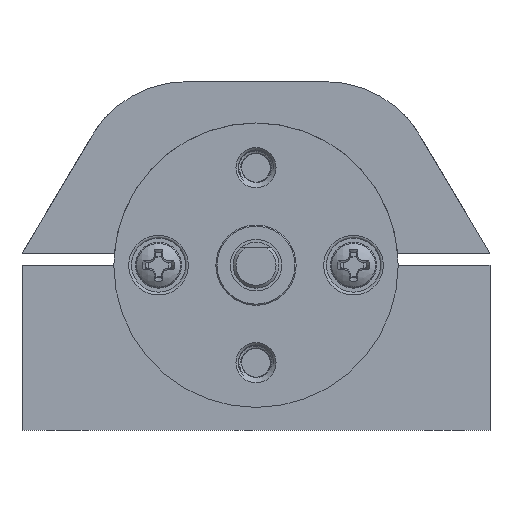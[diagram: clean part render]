
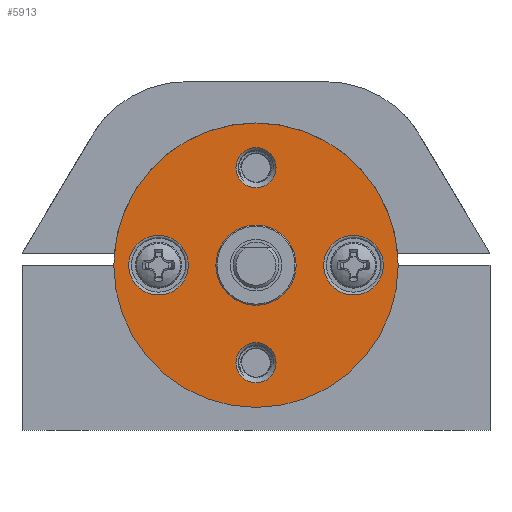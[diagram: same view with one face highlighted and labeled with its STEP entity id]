
A CAD part, front view. The second image highlights one B-rep face of the part: STEP entity #5913.
In plain terms, the highlighted face is planar.
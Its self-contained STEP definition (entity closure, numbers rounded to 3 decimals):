
#569=FACE_BOUND('',#1946,.T.);
#570=FACE_BOUND('',#1947,.T.);
#571=FACE_BOUND('',#1948,.T.);
#572=FACE_BOUND('',#1949,.T.);
#573=FACE_BOUND('',#1950,.T.);
#619=PLANE('',#6299);
#1628=FACE_OUTER_BOUND('',#1945,.T.);
#1945=EDGE_LOOP('',(#4410));
#1946=EDGE_LOOP('',(#4411));
#1947=EDGE_LOOP('',(#4412));
#1948=EDGE_LOOP('',(#4413));
#1949=EDGE_LOOP('',(#4414));
#1950=EDGE_LOOP('',(#4415));
#2224=CIRCLE('',#6295,2.6);
#2228=CIRCLE('',#6300,12.4);
#2229=CIRCLE('',#6301,2.6);
#2230=CIRCLE('',#6302,1.75);
#2231=CIRCLE('',#6303,1.75);
#2232=CIRCLE('',#6304,3.5);
#2609=VERTEX_POINT('',#24619);
#2612=VERTEX_POINT('',#24627);
#2613=VERTEX_POINT('',#24629);
#2614=VERTEX_POINT('',#24631);
#2615=VERTEX_POINT('',#24633);
#2616=VERTEX_POINT('',#24635);
#3347=EDGE_CURVE('',#2609,#2609,#2224,.T.);
#3351=EDGE_CURVE('',#2612,#2612,#2228,.T.);
#3352=EDGE_CURVE('',#2613,#2613,#2229,.T.);
#3353=EDGE_CURVE('',#2614,#2614,#2230,.T.);
#3354=EDGE_CURVE('',#2615,#2615,#2231,.T.);
#3355=EDGE_CURVE('',#2616,#2616,#2232,.T.);
#4410=ORIENTED_EDGE('',*,*,#3351,.T.);
#4411=ORIENTED_EDGE('',*,*,#3352,.F.);
#4412=ORIENTED_EDGE('',*,*,#3353,.T.);
#4413=ORIENTED_EDGE('',*,*,#3354,.T.);
#4414=ORIENTED_EDGE('',*,*,#3355,.F.);
#4415=ORIENTED_EDGE('',*,*,#3347,.F.);
#5913=ADVANCED_FACE('',(#1628,#569,#570,#571,#572,#573),#619,.T.);
#6295=AXIS2_PLACEMENT_3D('',#24620,#6976,#6977);
#6299=AXIS2_PLACEMENT_3D('',#24626,#6984,#6985);
#6300=AXIS2_PLACEMENT_3D('',#24628,#6986,#6987);
#6301=AXIS2_PLACEMENT_3D('',#24630,#6988,#6989);
#6302=AXIS2_PLACEMENT_3D('',#24632,#6990,#6991);
#6303=AXIS2_PLACEMENT_3D('',#24634,#6992,#6993);
#6304=AXIS2_PLACEMENT_3D('',#24636,#6994,#6995);
#6976=DIRECTION('center_axis',(0.,1.,0.));
#6977=DIRECTION('ref_axis',(0.,0.,-1.));
#6984=DIRECTION('center_axis',(0.,1.,0.));
#6985=DIRECTION('ref_axis',(0.,0.,1.));
#6986=DIRECTION('center_axis',(0.,1.,0.));
#6987=DIRECTION('ref_axis',(1.,0.,0.));
#6988=DIRECTION('center_axis',(0.,1.,0.));
#6989=DIRECTION('ref_axis',(0.,0.,-1.));
#6990=DIRECTION('center_axis',(0.,-1.,0.));
#6991=DIRECTION('ref_axis',(0.,0.,-1.));
#6992=DIRECTION('center_axis',(0.,-1.,0.));
#6993=DIRECTION('ref_axis',(0.,0.,1.));
#6994=DIRECTION('center_axis',(0.,1.,0.));
#6995=DIRECTION('ref_axis',(1.,0.,0.));
#24619=CARTESIAN_POINT('',(8.5,23.,2.6));
#24620=CARTESIAN_POINT('Origin',(8.5,23.,0.));
#24626=CARTESIAN_POINT('Origin',(-3.5,23.,0.));
#24627=CARTESIAN_POINT('',(12.4,23.,0.));
#24628=CARTESIAN_POINT('Origin',(0.,23.,0.));
#24629=CARTESIAN_POINT('',(-8.5,23.,2.6));
#24630=CARTESIAN_POINT('Origin',(-8.5,23.,0.));
#24631=CARTESIAN_POINT('',(0.,23.,-6.75));
#24632=CARTESIAN_POINT('Origin',(0.,23.,-8.5));
#24633=CARTESIAN_POINT('',(0.,23.,6.75));
#24634=CARTESIAN_POINT('Origin',(0.,23.,8.5));
#24635=CARTESIAN_POINT('',(3.5,23.,0.));
#24636=CARTESIAN_POINT('Origin',(0.,23.,0.));
